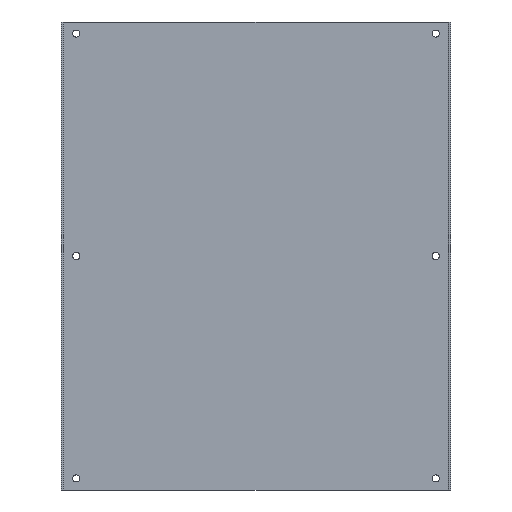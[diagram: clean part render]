
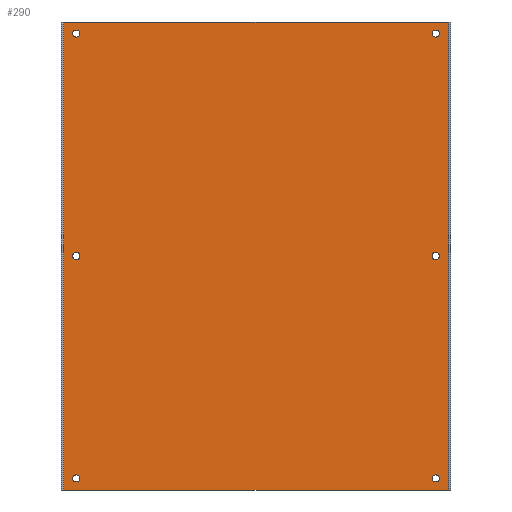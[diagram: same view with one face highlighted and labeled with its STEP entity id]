
A CAD part, front view. The second image highlights one B-rep face of the part: STEP entity #290.
In plain terms, the highlighted planar face has unit normal (0, -1, 0).
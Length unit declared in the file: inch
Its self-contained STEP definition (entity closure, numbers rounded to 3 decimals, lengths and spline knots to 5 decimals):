
#3 = LINE ( 'NONE', #160, #200 ) ;
#5 = AXIS2_PLACEMENT_3D ( 'NONE', #199, #253, #516 ) ;
#8 = CARTESIAN_POINT ( 'NONE',  ( -12.625, -0.0675, -15.875 ) ) ;
#13 = CARTESIAN_POINT ( 'NONE',  ( 0., -0.0675, -16.4375 ) ) ;
#14 = VECTOR ( 'NONE', #20, 39.37008 ) ;
#20 = DIRECTION ( 'NONE',  ( 1., 0., 0. ) ) ;
#23 = DIRECTION ( 'NONE',  ( 1., 0., 0. ) ) ;
#24 = ORIENTED_EDGE ( 'NONE', *, *, #427, .T. ) ;
#29 = VERTEX_POINT ( 'NONE', #443 ) ;
#30 = LINE ( 'NONE', #419, #404 ) ;
#35 = CARTESIAN_POINT ( 'NONE',  ( 12.625, -0.0675, 0. ) ) ;
#45 = FACE_BOUND ( 'NONE', #299, .T. ) ;
#54 = AXIS2_PLACEMENT_3D ( 'NONE', #648, #668, #360 ) ;
#61 = VERTEX_POINT ( 'NONE', #547 ) ;
#64 = CIRCLE ( 'NONE', #524, 0.25 ) ;
#88 = EDGE_LOOP ( 'NONE', ( #582 ) ) ;
#95 = CIRCLE ( 'NONE', #438, 0.25 ) ;
#101 = DIRECTION ( 'NONE',  ( 0., 1., 0. ) ) ;
#103 = FACE_BOUND ( 'NONE', #155, .T. ) ;
#104 = VERTEX_POINT ( 'NONE', #296 ) ;
#107 = EDGE_CURVE ( 'NONE', #164, #120, #331, .T. ) ;
#109 = DIRECTION ( 'NONE',  ( 0., 0., -1. ) ) ;
#118 = FACE_BOUND ( 'NONE', #359, .T. ) ;
#120 = VERTEX_POINT ( 'NONE', #140 ) ;
#122 = ORIENTED_EDGE ( 'NONE', *, *, #389, .T. ) ;
#125 = EDGE_CURVE ( 'NONE', #104, #225, #424, .T. ) ;
#126 = CARTESIAN_POINT ( 'NONE',  ( -12.625, -0.0675, 15.375 ) ) ;
#137 = CARTESIAN_POINT ( 'NONE',  ( 0., -0.0675, 16.4375 ) ) ;
#140 = CARTESIAN_POINT ( 'NONE',  ( 13.49, -0.0675, 16.4375 ) ) ;
#145 = EDGE_CURVE ( 'NONE', #29, #29, #595, .T. ) ;
#155 = EDGE_LOOP ( 'NONE', ( #444 ) ) ;
#157 = ORIENTED_EDGE ( 'NONE', *, *, #107, .F. ) ;
#160 = CARTESIAN_POINT ( 'NONE',  ( 13.49, -0.0675, 0. ) ) ;
#164 = VERTEX_POINT ( 'NONE', #508 ) ;
#171 = CIRCLE ( 'NONE', #245, 0.25 ) ;
#172 = DIRECTION ( 'NONE',  ( 0., 1., 0. ) ) ;
#178 = EDGE_CURVE ( 'NONE', #625, #625, #171, .T. ) ;
#179 = CARTESIAN_POINT ( 'NONE',  ( 12.625, -0.0675, -15.875 ) ) ;
#183 = ORIENTED_EDGE ( 'NONE', *, *, #498, .T. ) ;
#199 = CARTESIAN_POINT ( 'NONE',  ( 13.49, -0.0675, 0. ) ) ;
#200 = VECTOR ( 'NONE', #218, 39.37008 ) ;
#205 = AXIS2_PLACEMENT_3D ( 'NONE', #275, #429, #109 ) ;
#217 = ORIENTED_EDGE ( 'NONE', *, *, #125, .T. ) ;
#218 = DIRECTION ( 'NONE',  ( 0., 0., 1. ) ) ;
#222 = CARTESIAN_POINT ( 'NONE',  ( 12.625, -0.0675, -15.625 ) ) ;
#225 = VERTEX_POINT ( 'NONE', #663 ) ;
#229 = AXIS2_PLACEMENT_3D ( 'NONE', #222, #172, #375 ) ;
#230 = VERTEX_POINT ( 'NONE', #179 ) ;
#245 = AXIS2_PLACEMENT_3D ( 'NONE', #566, #417, #351 ) ;
#253 = DIRECTION ( 'NONE',  ( 0., -1., 0. ) ) ;
#255 = DIRECTION ( 'NONE',  ( 0., 0., -1. ) ) ;
#275 = CARTESIAN_POINT ( 'NONE',  ( 12.625, -0.0675, 15.625 ) ) ;
#278 = VERTEX_POINT ( 'NONE', #8 ) ;
#290 = ADVANCED_FACE ( 'NONE', ( #441, #45, #580, #463, #118, #449, #103 ), #469, .T. ) ;
#296 = CARTESIAN_POINT ( 'NONE',  ( -13.49, -0.0675, -16.4375 ) ) ;
#299 = EDGE_LOOP ( 'NONE', ( #606 ) ) ;
#301 = DIRECTION ( 'NONE',  ( 0., 1., 0. ) ) ;
#303 = EDGE_CURVE ( 'NONE', #278, #278, #64, .T. ) ;
#328 = CARTESIAN_POINT ( 'NONE',  ( 12.625, -0.0675, -0.25 ) ) ;
#331 = LINE ( 'NONE', #137, #14 ) ;
#346 = EDGE_LOOP ( 'NONE', ( #183 ) ) ;
#351 = DIRECTION ( 'NONE',  ( 0., 0., -1. ) ) ;
#359 = EDGE_LOOP ( 'NONE', ( #635 ) ) ;
#360 = DIRECTION ( 'NONE',  ( 0., 0., -1. ) ) ;
#374 = EDGE_CURVE ( 'NONE', #587, #587, #95, .T. ) ;
#375 = DIRECTION ( 'NONE',  ( 0., 0., -1. ) ) ;
#389 = EDGE_CURVE ( 'NONE', #225, #120, #3, .T. ) ;
#404 = VECTOR ( 'NONE', #522, 39.37008 ) ;
#417 = DIRECTION ( 'NONE',  ( 0., 1., 0. ) ) ;
#419 = CARTESIAN_POINT ( 'NONE',  ( -13.49, -0.0675, 0. ) ) ;
#424 = LINE ( 'NONE', #13, #568 ) ;
#427 = EDGE_CURVE ( 'NONE', #164, #104, #30, .T. ) ;
#429 = DIRECTION ( 'NONE',  ( 0., 1., 0. ) ) ;
#438 = AXIS2_PLACEMENT_3D ( 'NONE', #35, #101, #674 ) ;
#441 = FACE_OUTER_BOUND ( 'NONE', #479, .T. ) ;
#443 = CARTESIAN_POINT ( 'NONE',  ( -12.625, -0.0675, -0.25 ) ) ;
#444 = ORIENTED_EDGE ( 'NONE', *, *, #145, .T. ) ;
#449 = FACE_BOUND ( 'NONE', #88, .T. ) ;
#462 = CIRCLE ( 'NONE', #229, 0.25 ) ;
#463 = FACE_BOUND ( 'NONE', #585, .T. ) ;
#469 = PLANE ( 'NONE',  #5 ) ;
#479 = EDGE_LOOP ( 'NONE', ( #217, #122, #157, #24 ) ) ;
#498 = EDGE_CURVE ( 'NONE', #230, #230, #462, .T. ) ;
#508 = CARTESIAN_POINT ( 'NONE',  ( -13.49, -0.0675, 16.4375 ) ) ;
#516 = DIRECTION ( 'NONE',  ( 0., 0., -1. ) ) ;
#519 = CARTESIAN_POINT ( 'NONE',  ( -12.625, -0.0675, -15.625 ) ) ;
#522 = DIRECTION ( 'NONE',  ( 0., 0., -1. ) ) ;
#524 = AXIS2_PLACEMENT_3D ( 'NONE', #519, #301, #255 ) ;
#533 = EDGE_CURVE ( 'NONE', #61, #61, #579, .T. ) ;
#543 = ORIENTED_EDGE ( 'NONE', *, *, #533, .T. ) ;
#547 = CARTESIAN_POINT ( 'NONE',  ( 12.625, -0.0675, 15.375 ) ) ;
#566 = CARTESIAN_POINT ( 'NONE',  ( -12.625, -0.0675, 15.625 ) ) ;
#568 = VECTOR ( 'NONE', #23, 39.37008 ) ;
#579 = CIRCLE ( 'NONE', #205, 0.25 ) ;
#580 = FACE_BOUND ( 'NONE', #346, .T. ) ;
#582 = ORIENTED_EDGE ( 'NONE', *, *, #374, .T. ) ;
#585 = EDGE_LOOP ( 'NONE', ( #543 ) ) ;
#587 = VERTEX_POINT ( 'NONE', #328 ) ;
#595 = CIRCLE ( 'NONE', #54, 0.25 ) ;
#606 = ORIENTED_EDGE ( 'NONE', *, *, #303, .T. ) ;
#625 = VERTEX_POINT ( 'NONE', #126 ) ;
#635 = ORIENTED_EDGE ( 'NONE', *, *, #178, .T. ) ;
#648 = CARTESIAN_POINT ( 'NONE',  ( -12.625, -0.0675, 0. ) ) ;
#663 = CARTESIAN_POINT ( 'NONE',  ( 13.49, -0.0675, -16.4375 ) ) ;
#668 = DIRECTION ( 'NONE',  ( 0., 1., 0. ) ) ;
#674 = DIRECTION ( 'NONE',  ( 0., 0., -1. ) ) ;
